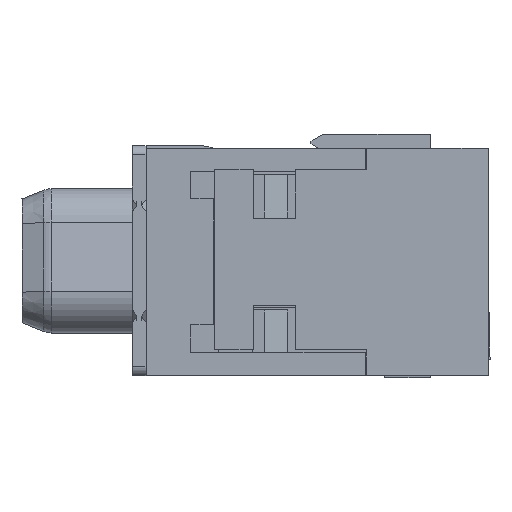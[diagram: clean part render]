
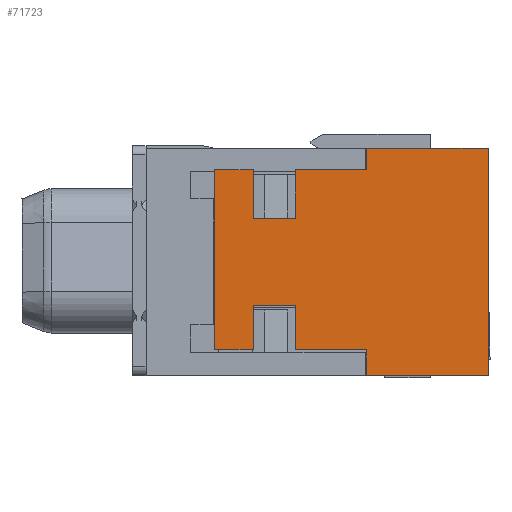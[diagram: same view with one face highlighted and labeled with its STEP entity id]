
A CAD part, left-side view. The second image highlights one B-rep face of the part: STEP entity #71723.
In plain terms, the highlighted planar face has unit normal (-1, 0, 0).
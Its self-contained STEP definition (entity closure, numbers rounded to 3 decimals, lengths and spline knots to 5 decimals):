
#3581=FACE_OUTER_BOUND('',#7028,.T.);
#7028=EDGE_LOOP('',(#47455,#47456,#47457,#47458,#47459,#47460,#47461,#47462,
#47463,#47464,#47465,#47466,#47467,#47468,#47469,#47470));
#11491=LINE('',#101091,#19922);
#11567=LINE('',#101266,#19998);
#11598=LINE('',#101353,#20029);
#11603=LINE('',#101363,#20034);
#11617=LINE('',#101392,#20048);
#11705=LINE('',#101733,#20136);
#11710=LINE('',#101741,#20141);
#11712=LINE('',#101745,#20143);
#11716=LINE('',#101753,#20147);
#11718=LINE('',#101756,#20149);
#11725=LINE('',#101771,#20156);
#11730=LINE('',#101781,#20161);
#11733=LINE('',#101786,#20164);
#11735=LINE('',#101790,#20166);
#11736=LINE('',#101792,#20167);
#11737=LINE('',#101794,#20168);
#19922=VECTOR('',#82189,0.3937);
#19998=VECTOR('',#82327,0.3937);
#20029=VECTOR('',#82382,0.3937);
#20034=VECTOR('',#82389,0.3937);
#20048=VECTOR('',#82413,0.3937);
#20136=VECTOR('',#82591,0.3937);
#20141=VECTOR('',#82602,0.3937);
#20143=VECTOR('',#82606,0.3937);
#20147=VECTOR('',#82612,0.3937);
#20149=VECTOR('',#82616,0.3937);
#20156=VECTOR('',#82629,0.3937);
#20161=VECTOR('',#82640,0.3937);
#20164=VECTOR('',#82647,0.3937);
#20166=VECTOR('',#82651,0.3937);
#20167=VECTOR('',#82654,0.3937);
#20168=VECTOR('',#82657,0.3937);
#27829=VERTEX_POINT('',#101088);
#27830=VERTEX_POINT('',#101090);
#27897=VERTEX_POINT('',#101263);
#27898=VERTEX_POINT('',#101265);
#27921=VERTEX_POINT('',#101350);
#27922=VERTEX_POINT('',#101352);
#27926=VERTEX_POINT('',#101362);
#27935=VERTEX_POINT('',#101389);
#27936=VERTEX_POINT('',#101391);
#28004=VERTEX_POINT('',#101732);
#28005=VERTEX_POINT('',#101743);
#28008=VERTEX_POINT('',#101751);
#28012=VERTEX_POINT('',#101768);
#28013=VERTEX_POINT('',#101770);
#28015=VERTEX_POINT('',#101780);
#28016=VERTEX_POINT('',#101788);
#35098=EDGE_CURVE('',#27830,#27829,#11491,.T.);
#35188=EDGE_CURVE('',#27897,#27898,#11567,.T.);
#35223=EDGE_CURVE('',#27922,#27921,#11598,.T.);
#35228=EDGE_CURVE('',#27830,#27926,#11603,.T.);
#35243=EDGE_CURVE('',#27936,#27935,#11617,.T.);
#35358=EDGE_CURVE('',#28004,#27922,#11705,.T.);
#35363=EDGE_CURVE('',#27935,#28004,#11710,.T.);
#35365=EDGE_CURVE('',#27921,#28005,#11712,.T.);
#35369=EDGE_CURVE('',#28005,#28008,#11716,.T.);
#35371=EDGE_CURVE('',#28008,#27926,#11718,.T.);
#35378=EDGE_CURVE('',#28013,#28012,#11725,.T.);
#35383=EDGE_CURVE('',#28015,#28013,#11730,.T.);
#35386=EDGE_CURVE('',#27829,#28015,#11733,.T.);
#35388=EDGE_CURVE('',#28012,#28016,#11735,.T.);
#35389=EDGE_CURVE('',#28016,#27898,#11736,.T.);
#35390=EDGE_CURVE('',#27897,#27936,#11737,.T.);
#47455=ORIENTED_EDGE('',*,*,#35363,.T.);
#47456=ORIENTED_EDGE('',*,*,#35358,.T.);
#47457=ORIENTED_EDGE('',*,*,#35223,.T.);
#47458=ORIENTED_EDGE('',*,*,#35365,.T.);
#47459=ORIENTED_EDGE('',*,*,#35369,.T.);
#47460=ORIENTED_EDGE('',*,*,#35371,.T.);
#47461=ORIENTED_EDGE('',*,*,#35228,.F.);
#47462=ORIENTED_EDGE('',*,*,#35098,.T.);
#47463=ORIENTED_EDGE('',*,*,#35386,.T.);
#47464=ORIENTED_EDGE('',*,*,#35383,.T.);
#47465=ORIENTED_EDGE('',*,*,#35378,.T.);
#47466=ORIENTED_EDGE('',*,*,#35388,.T.);
#47467=ORIENTED_EDGE('',*,*,#35389,.T.);
#47468=ORIENTED_EDGE('',*,*,#35188,.F.);
#47469=ORIENTED_EDGE('',*,*,#35390,.T.);
#47470=ORIENTED_EDGE('',*,*,#35243,.T.);
#65590=PLANE('',#75228);
#71723=ADVANCED_FACE('',(#3581),#65590,.T.);
#75228=AXIS2_PLACEMENT_3D('',#101793,#82655,#82656);
#82189=DIRECTION('',(0.,-1.,0.));
#82327=DIRECTION('',(0.,1.,0.));
#82382=DIRECTION('',(0.,0.,-1.));
#82389=DIRECTION('',(0.,0.,1.));
#82413=DIRECTION('',(0.,1.,0.));
#82591=DIRECTION('',(0.,1.,0.));
#82602=DIRECTION('',(0.,0.,-1.));
#82606=DIRECTION('',(0.,1.,0.));
#82612=DIRECTION('',(0.,0.,1.));
#82616=DIRECTION('',(0.,1.,0.));
#82629=DIRECTION('',(0.,0.,-1.));
#82640=DIRECTION('',(0.,-1.,0.));
#82647=DIRECTION('',(0.,0.,1.));
#82651=DIRECTION('',(0.,-1.,0.));
#82654=DIRECTION('',(0.,0.,-1.));
#82655=DIRECTION('center_axis',(-1.,0.,0.));
#82656=DIRECTION('ref_axis',(0.,0.,1.));
#82657=DIRECTION('',(0.,0.,1.));
#101088=CARTESIAN_POINT('',(-1.41564,-0.31893,0.61346));
#101090=CARTESIAN_POINT('',(-1.41564,-0.23552,0.61346));
#101091=CARTESIAN_POINT('',(-1.41564,-0.57473,0.61346));
#101263=CARTESIAN_POINT('',(-1.41564,-0.83052,0.55767));
#101265=CARTESIAN_POINT('',(-1.41564,-0.56552,0.55767));
#101266=CARTESIAN_POINT('',(-1.41564,-0.83052,0.55767));
#101350=CARTESIAN_POINT('',(-1.41564,-0.41093,0.89967));
#101352=CARTESIAN_POINT('',(-1.41564,-0.41093,1.00546));
#101353=CARTESIAN_POINT('',(-1.41564,-0.41093,0.72867));
#101362=CARTESIAN_POINT('',(-1.41564,-0.23552,1.00546));
#101363=CARTESIAN_POINT('',(-1.41564,-0.23552,1.05167));
#101389=CARTESIAN_POINT('',(-1.41564,-0.56552,1.05167));
#101391=CARTESIAN_POINT('',(-1.41564,-0.83052,1.05167));
#101392=CARTESIAN_POINT('',(-1.41564,-0.83052,1.05167));
#101732=CARTESIAN_POINT('',(-1.41564,-0.56552,1.00546));
#101733=CARTESIAN_POINT('',(-1.41564,-0.62073,1.00546));
#101741=CARTESIAN_POINT('',(-1.41564,-0.56552,0.78156));
#101743=CARTESIAN_POINT('',(-1.41564,-0.31893,0.89967));
#101745=CARTESIAN_POINT('',(-1.41564,-0.57473,0.89967));
#101751=CARTESIAN_POINT('',(-1.41564,-0.31893,1.00546));
#101753=CARTESIAN_POINT('',(-1.41564,-0.31893,0.78156));
#101756=CARTESIAN_POINT('',(-1.41564,-0.53302,1.00546));
#101768=CARTESIAN_POINT('',(-1.41564,-0.41093,0.61346));
#101770=CARTESIAN_POINT('',(-1.41564,-0.41093,0.70967));
#101771=CARTESIAN_POINT('',(-1.41564,-0.41093,0.58556));
#101780=CARTESIAN_POINT('',(-1.41564,-0.31893,0.70967));
#101781=CARTESIAN_POINT('',(-1.41564,-0.62073,0.70967));
#101786=CARTESIAN_POINT('',(-1.41564,-0.31893,0.63367));
#101788=CARTESIAN_POINT('',(-1.41564,-0.56552,0.61346));
#101790=CARTESIAN_POINT('',(-1.41564,-0.69802,0.61346));
#101792=CARTESIAN_POINT('',(-1.41564,-0.56552,0.55767));
#101793=CARTESIAN_POINT('Origin',(-1.41564,-0.83052,
0.55767));
#101794=CARTESIAN_POINT('',(-1.41564,-0.83052,0.55767));
